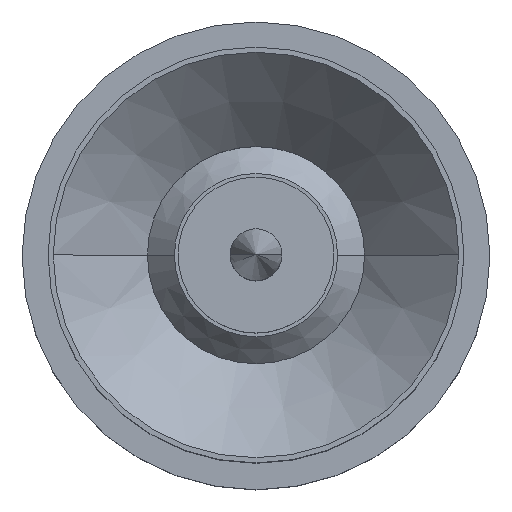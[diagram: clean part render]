
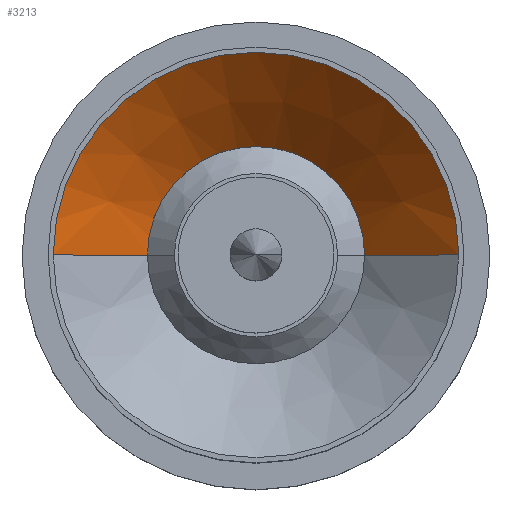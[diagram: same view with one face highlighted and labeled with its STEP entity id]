
A CAD part, top view. The second image highlights one B-rep face of the part: STEP entity #3213.
In plain terms, the highlighted conical face has half-angle 45 degrees and reference radius 1.95 mm.
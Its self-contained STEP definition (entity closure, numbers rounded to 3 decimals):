
#317 = VERTEX_POINT ( 'NONE', #1563 ) ;
#320 = VERTEX_POINT ( 'NONE', #1557 ) ;
#323 = VERTEX_POINT ( 'NONE', #1551 ) ;
#324 = VERTEX_POINT ( 'NONE', #1550 ) ;
#789 = CARTESIAN_POINT ( 'NONE',  ( 0., 0., 5.2 ) ) ;
#790 = DIRECTION ( 'NONE',  ( 0., 0., 1. ) ) ;
#791 = DIRECTION ( 'NONE',  ( 1., 0., 0. ) ) ;
#793 = CARTESIAN_POINT ( 'NONE',  ( 0., 0., 4.295 ) ) ;
#794 = DIRECTION ( 'NONE',  ( 0., 0., 1. ) ) ;
#795 = DIRECTION ( 'NONE',  ( 1., 0., 0. ) ) ;
#1035 = DIRECTION ( 'NONE',  ( 1., 0., 0. ) ) ;
#1038 = DIRECTION ( 'NONE',  ( 0., 0., 1. ) ) ;
#1039 = CARTESIAN_POINT ( 'NONE',  ( 0., 0., 5.2 ) ) ;
#1550 = CARTESIAN_POINT ( 'NONE',  ( 1.95, 0., 5.2 ) ) ;
#1551 = CARTESIAN_POINT ( 'NONE',  ( -1.95, 0., 5.2 ) ) ;
#1557 = CARTESIAN_POINT ( 'NONE',  ( 1.045, 0., 4.295 ) ) ;
#1563 = CARTESIAN_POINT ( 'NONE',  ( -1.045, 0., 4.295 ) ) ;
#3213 = ADVANCED_FACE ( 'NONE', ( #6355 ), #6366, .F. ) ;
#3723 = AXIS2_PLACEMENT_3D ( 'NONE', #789, #790, #791 ) ;
#3724 = AXIS2_PLACEMENT_3D ( 'NONE', #793, #794, #795 ) ;
#4258 = EDGE_CURVE ( 'NONE', #320, #324, #4881, .T. ) ;
#4260 = EDGE_CURVE ( 'NONE', #317, #323, #4882, .T. ) ;
#4583 = EDGE_CURVE ( 'NONE', #324, #323, #5098, .T. ) ;
#4584 = EDGE_CURVE ( 'NONE', #320, #317, #5099, .T. ) ;
#4609 = AXIS2_PLACEMENT_3D ( 'NONE', #1039, #1038, #1035 ) ;
#4881 = LINE ( 'NONE', #5822, #4883 ) ;
#4882 = LINE ( 'NONE', #5829, #4886 ) ;
#4883 = VECTOR ( 'NONE', #5820, 1000. ) ;
#4886 = VECTOR ( 'NONE', #5826, 1000. ) ;
#5098 = CIRCLE ( 'NONE', #3723, 1.95 ) ;
#5099 = CIRCLE ( 'NONE', #3724, 1.045 ) ;
#5820 = DIRECTION ( 'NONE',  ( 0.707, 0., 0.707 ) ) ;
#5822 = CARTESIAN_POINT ( 'NONE',  ( 1.95, 0., 5.2 ) ) ;
#5826 = DIRECTION ( 'NONE',  ( -0.707, 0., 0.707 ) ) ;
#5829 = CARTESIAN_POINT ( 'NONE',  ( -1.95, 0., 5.2 ) ) ;
#6355 = FACE_OUTER_BOUND ( 'NONE', #7979, .T. ) ;
#6366 = CONICAL_SURFACE ( 'NONE', #4609, 1.95, 0.785 ) ;
#7165 = ORIENTED_EDGE ( 'NONE', *, *, #4584, .F. ) ;
#7166 = ORIENTED_EDGE ( 'NONE', *, *, #4258, .T. ) ;
#7167 = ORIENTED_EDGE ( 'NONE', *, *, #4583, .T. ) ;
#7338 = ORIENTED_EDGE ( 'NONE', *, *, #4260, .F. ) ;
#7979 = EDGE_LOOP ( 'NONE', ( #7338, #7165, #7166, #7167 ) ) ;
